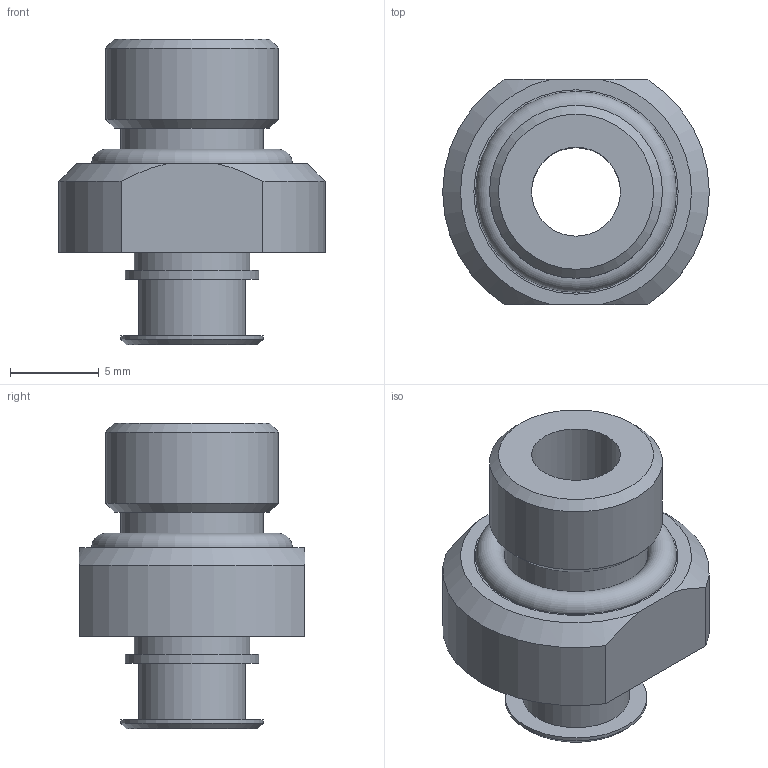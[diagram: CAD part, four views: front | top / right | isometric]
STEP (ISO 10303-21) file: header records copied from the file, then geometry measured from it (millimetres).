
FILE_DESCRIPTION( ( '' ), '1' );
FILE_NAME( '0107578.stp', '2002-09-20T09:39:01', ( 'Andreas Norlén' ), ( 'PIAB AB' ), 'XStep 1.0', 'SolidEdge', ' ' );
FILE_SCHEMA( ( 'CONFIG_CONTROL_DESIGN' ) );
Length unit declared in the file: millimetre
Products named in the file (1): 1
Bounding box: 15 x 12.7 x 17.2 mm (x, y, z)
Volume: 1133 mm3; surface area: 1195 mm2
Topology: 1 solids, 1 shells, 29 faces, 55 edges, 36 vertices
Faces by surface type: plane 12, cylinder 10, cone 6, torus 1
Full cylindrical faces by diameter (mm): 5 x1, 6 x1, 6.5 x1, 7.5 x1, 8 x2, 9.73 x1, 11.5 x1
Entity records: 722 total; most frequent: CARTESIAN_POINT 128, DIRECTION 124, ORIENTED_EDGE 80, AXIS2_PLACEMENT_3D 58, EDGE_LOOP 52, EDGE_CURVE 40, FACE_OUTER_BOUND 38, VERTEX_POINT 34
